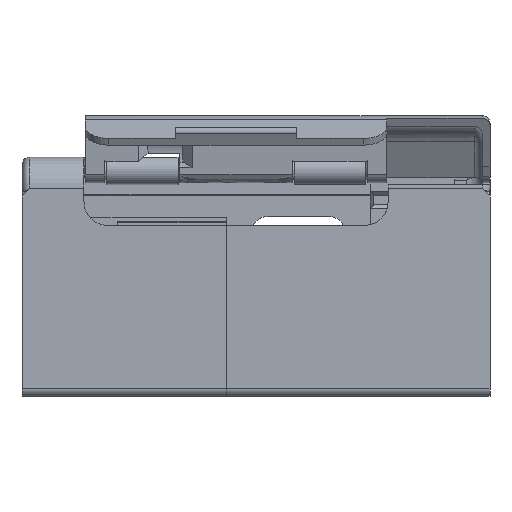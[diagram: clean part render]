
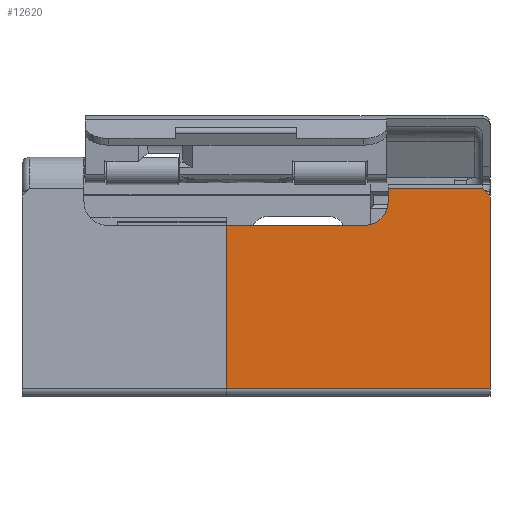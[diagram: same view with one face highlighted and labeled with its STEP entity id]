
A CAD part, front view. The second image highlights one B-rep face of the part: STEP entity #12620.
In plain terms, the highlighted planar face has unit normal (0, -1, 0).
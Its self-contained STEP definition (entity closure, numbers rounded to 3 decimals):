
#535=CIRCLE('',#13313,3.);
#1057=FACE_OUTER_BOUND('',#1717,.T.);
#1717=EDGE_LOOP('',(#10093,#10094,#10095,#10096,#10097,#10098,#10099,#10100));
#2234=LINE('',#18299,#3666);
#2311=LINE('',#18545,#3743);
#2548=LINE('',#19240,#3980);
#2551=LINE('',#19248,#3983);
#2619=LINE('',#20439,#4051);
#2760=LINE('',#21789,#4192);
#2761=LINE('',#21791,#4193);
#3666=VECTOR('',#14449,10.);
#3743=VECTOR('',#14658,10.);
#3980=VECTOR('',#15219,10.);
#3983=VECTOR('',#15228,10.);
#4051=VECTOR('',#15440,10.);
#4192=VECTOR('',#15825,10.);
#4193=VECTOR('',#15828,10.);
#5109=VERTEX_POINT('',#18296);
#5110=VERTEX_POINT('',#18298);
#5189=VERTEX_POINT('',#18542);
#5190=VERTEX_POINT('',#18544);
#5383=VERTEX_POINT('',#19229);
#5384=VERTEX_POINT('',#19231);
#5387=VERTEX_POINT('',#19239);
#5389=VERTEX_POINT('',#19247);
#6427=EDGE_CURVE('',#5109,#5110,#2234,.T.);
#6541=EDGE_CURVE('',#5190,#5189,#2311,.T.);
#6835=EDGE_CURVE('',#5383,#5384,#535,.T.);
#6839=EDGE_CURVE('',#5384,#5387,#2548,.T.);
#6843=EDGE_CURVE('',#5387,#5389,#2551,.T.);
#6980=EDGE_CURVE('',#5389,#5189,#2619,.T.);
#7171=EDGE_CURVE('',#5190,#5109,#2760,.T.);
#7172=EDGE_CURVE('',#5110,#5383,#2761,.F.);
#10093=ORIENTED_EDGE('',*,*,#7171,.F.);
#10094=ORIENTED_EDGE('',*,*,#6541,.T.);
#10095=ORIENTED_EDGE('',*,*,#6980,.F.);
#10096=ORIENTED_EDGE('',*,*,#6843,.F.);
#10097=ORIENTED_EDGE('',*,*,#6839,.F.);
#10098=ORIENTED_EDGE('',*,*,#6835,.F.);
#10099=ORIENTED_EDGE('',*,*,#7172,.F.);
#10100=ORIENTED_EDGE('',*,*,#6427,.F.);
#12032=PLANE('',#13512);
#12620=ADVANCED_FACE('',(#1057),#12032,.T.);
#13313=AXIS2_PLACEMENT_3D('',#19232,#15212,#15213);
#13512=AXIS2_PLACEMENT_3D('',#21790,#15826,#15827);
#14449=DIRECTION('',(0.,0.,1.));
#14658=DIRECTION('',(0.,0.,1.));
#15212=DIRECTION('center_axis',(0.,-1.,0.));
#15213=DIRECTION('ref_axis',(0.707,0.,-0.707));
#15219=DIRECTION('',(0.,0.,1.));
#15228=DIRECTION('',(1.,0.,0.));
#15440=DIRECTION('',(0.707,0.,-0.707));
#15825=DIRECTION('',(-1.,0.,0.));
#15826=DIRECTION('center_axis',(0.,-1.,0.));
#15827=DIRECTION('ref_axis',(0.,0.,-1.));
#15828=DIRECTION('',(-1.,0.,0.));
#18296=CARTESIAN_POINT('',(119.145,-59.068,-5.18));
#18298=CARTESIAN_POINT('',(119.145,-59.068,15.82));
#18299=CARTESIAN_POINT('',(119.145,-59.068,9.699));
#18542=CARTESIAN_POINT('',(153.069,-59.068,19.586));
#18544=CARTESIAN_POINT('',(153.069,-59.068,-5.18));
#18545=CARTESIAN_POINT('',(153.069,-59.068,12.774));
#19229=CARTESIAN_POINT('',(136.969,-59.068,15.82));
#19231=CARTESIAN_POINT('',(139.969,-59.068,18.82));
#19232=CARTESIAN_POINT('Origin',(136.969,-59.068,18.82));
#19239=CARTESIAN_POINT('',(139.969,-59.068,20.586));
#19240=CARTESIAN_POINT('',(139.969,-59.068,9.449));
#19247=CARTESIAN_POINT('',(152.069,-59.068,20.586));
#19248=CARTESIAN_POINT('',(133.47,-59.068,20.586));
#20439=CARTESIAN_POINT('',(152.507,-59.068,20.148));
#21789=CARTESIAN_POINT('',(131.289,-59.068,-5.18));
#21790=CARTESIAN_POINT('Origin',(125.971,-59.068,9.698));
#21791=CARTESIAN_POINT('',(125.346,-59.068,15.82));
